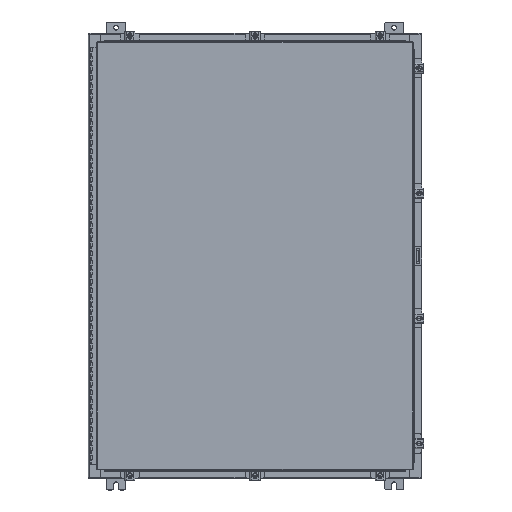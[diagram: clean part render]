
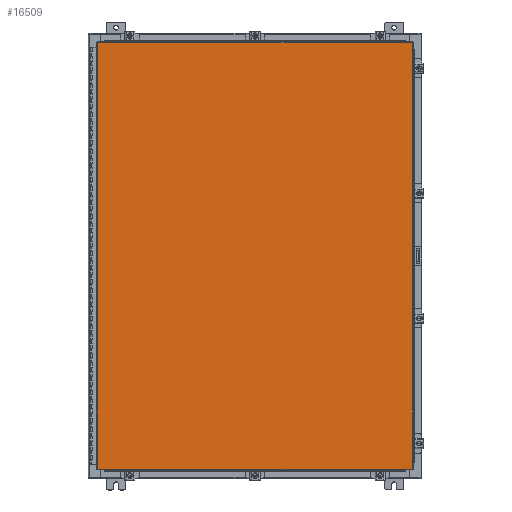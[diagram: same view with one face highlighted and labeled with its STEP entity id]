
A CAD part, top view. The second image highlights one B-rep face of the part: STEP entity #16509.
In plain terms, the highlighted planar face has unit normal (0, 0, 1).
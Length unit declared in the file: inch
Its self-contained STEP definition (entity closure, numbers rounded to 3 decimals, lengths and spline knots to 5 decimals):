
#706 = FACE_OUTER_BOUND ( 'NONE', #1971, .T. ) ;
#789 = DIRECTION ( 'NONE',  ( -1., 0., 0. ) ) ;
#1971 = EDGE_LOOP ( 'NONE', ( #25700, #8278, #7969, #52670 ) ) ;
#4175 = AXIS2_PLACEMENT_3D ( 'NONE', #21569, #25748, #789 ) ;
#5549 = LINE ( 'NONE', #29295, #49860 ) ;
#6959 = VERTEX_POINT ( 'NONE', #10999 ) ;
#7660 = EDGE_CURVE ( 'NONE', #35774, #38628, #5549, .T. ) ;
#7969 = ORIENTED_EDGE ( 'NONE', *, *, #23705, .T. ) ;
#8278 = ORIENTED_EDGE ( 'NONE', *, *, #46768, .T. ) ;
#10999 = CARTESIAN_POINT ( 'NONE',  ( 16.9903, 23.0063, 0. ) ) ;
#11353 = LINE ( 'NONE', #42325, #32199 ) ;
#12470 = VERTEX_POINT ( 'NONE', #27519 ) ;
#13578 = DIRECTION ( 'NONE',  ( 1., 0., 0. ) ) ;
#16509 = ADVANCED_FACE ( 'NONE', ( #706 ), #17376, .F. ) ;
#17376 = PLANE ( 'NONE',  #4175 ) ;
#17786 = CARTESIAN_POINT ( 'NONE',  ( -16.9903, -23.0063, 0. ) ) ;
#21513 = VECTOR ( 'NONE', #37369, 39.37008 ) ;
#21569 = CARTESIAN_POINT ( 'NONE',  ( 0., 0., 0. ) ) ;
#22792 = LINE ( 'NONE', #32619, #21513 ) ;
#23705 = EDGE_CURVE ( 'NONE', #6959, #35774, #22792, .T. ) ;
#24693 = CARTESIAN_POINT ( 'NONE',  ( -16.9903, 23.0063, 0. ) ) ;
#25700 = ORIENTED_EDGE ( 'NONE', *, *, #48027, .T. ) ;
#25748 = DIRECTION ( 'NONE',  ( 0., 0., -1. ) ) ;
#27519 = CARTESIAN_POINT ( 'NONE',  ( 16.9903, -23.0063, 0. ) ) ;
#29295 = CARTESIAN_POINT ( 'NONE',  ( -16.9903, 23.0063, 0. ) ) ;
#29820 = DIRECTION ( 'NONE',  ( 0., -1., 0. ) ) ;
#32199 = VECTOR ( 'NONE', #46510, 39.37008 ) ;
#32619 = CARTESIAN_POINT ( 'NONE',  ( 16.9903, 23.0063, 0. ) ) ;
#35774 = VERTEX_POINT ( 'NONE', #24693 ) ;
#36470 = CARTESIAN_POINT ( 'NONE',  ( -16.9903, -23.0063, 0. ) ) ;
#37369 = DIRECTION ( 'NONE',  ( -1., 0., 0. ) ) ;
#38054 = LINE ( 'NONE', #17786, #47799 ) ;
#38628 = VERTEX_POINT ( 'NONE', #36470 ) ;
#42325 = CARTESIAN_POINT ( 'NONE',  ( 16.9903, -23.0063, 0. ) ) ;
#46510 = DIRECTION ( 'NONE',  ( 0., 1., 0. ) ) ;
#46768 = EDGE_CURVE ( 'NONE', #12470, #6959, #11353, .T. ) ;
#47799 = VECTOR ( 'NONE', #13578, 39.37008 ) ;
#48027 = EDGE_CURVE ( 'NONE', #38628, #12470, #38054, .T. ) ;
#49860 = VECTOR ( 'NONE', #29820, 39.37008 ) ;
#52670 = ORIENTED_EDGE ( 'NONE', *, *, #7660, .T. ) ;
